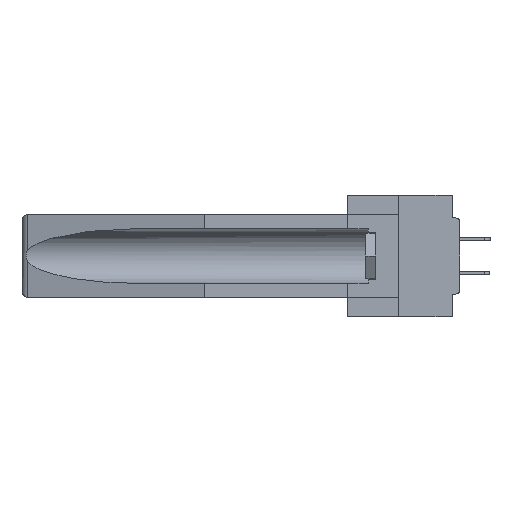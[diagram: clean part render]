
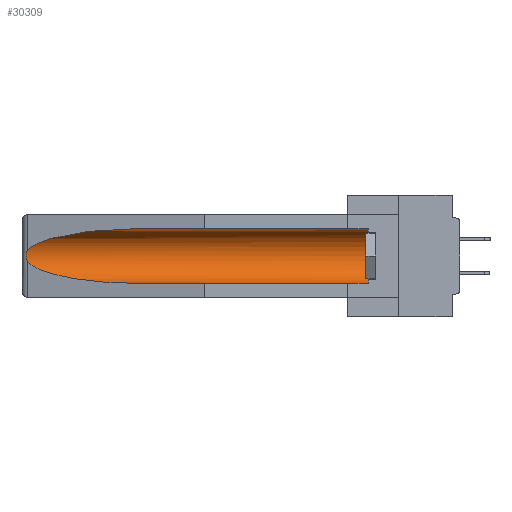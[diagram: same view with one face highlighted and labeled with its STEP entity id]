
A CAD part, left-side view. The second image highlights one B-rep face of the part: STEP entity #30309.
In plain terms, the highlighted cylindrical face has radius 2.857 mm (diameter 5.715 mm), a partial arc.
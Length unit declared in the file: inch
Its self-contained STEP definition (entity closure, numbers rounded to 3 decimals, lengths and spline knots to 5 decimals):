
#2701 = EDGE_LOOP ( 'NONE', ( #10050, #7000, #36497, #22048, #40830, #39355 ) ) ;
#3636 = VERTEX_POINT ( 'NONE', #35001 ) ;
#4361 = CARTESIAN_POINT ( 'NONE',  ( 0.2673, 1.5327, -0.16383 ) ) ;
#4611 = CARTESIAN_POINT ( 'NONE',  ( 0.155, -0.30754, -0.059 ) ) ;
#4884 = DIRECTION ( 'NONE',  ( 0., 1., 0. ) ) ;
#4924 = CARTESIAN_POINT ( 'NONE',  ( 0.26537, 1.52718, -0.19328 ) ) ;
#5268 = DIRECTION ( 'NONE',  ( 0., 0., 1. ) ) ;
#5347 = CARTESIAN_POINT ( 'NONE',  ( 0.26537, 1.52718, -0.19328 ) ) ;
#6609 = CARTESIAN_POINT ( 'NONE',  ( 0.26537, 1.52718, -0.14972 ) ) ;
#6817 = EDGE_CURVE ( 'NONE', #28604, #3636, #28196, .T. ) ;
#7000 = ORIENTED_EDGE ( 'NONE', *, *, #6817, .T. ) ;
#7673 = CARTESIAN_POINT ( 'NONE',  ( 0.2675, 1.53308, -0.17534 ) ) ;
#8295 = DIRECTION ( 'NONE',  ( 0., 1., 0. ) ) ;
#8785 = VECTOR ( 'NONE', #26011, 39.37008 ) ;
#8914 = VERTEX_POINT ( 'NONE', #40960 ) ;
#8924 = CARTESIAN_POINT ( 'NONE',  ( 0.155, 1.07973, -0.059 ) ) ;
#9097 = FACE_OUTER_BOUND ( 'NONE', #2701, .T. ) ;
#9480 =( BOUNDED_CURVE ( )  B_SPLINE_CURVE ( 3, ( #8924, #22058, #31846, #35394 ),
 .UNSPECIFIED., .F., .F. ) 
 B_SPLINE_CURVE_WITH_KNOTS ( ( 4, 4 ),
 ( 4.71239, 6.08839 ),
 .UNSPECIFIED. ) 
 CURVE ( )  GEOMETRIC_REPRESENTATION_ITEM ( )  RATIONAL_B_SPLINE_CURVE ( ( 1., 0.848, 0.848, 1. ) ) 
 REPRESENTATION_ITEM ( '' )  );
#9585 = CYLINDRICAL_SURFACE ( 'NONE', #39561, 0.1125 ) ;
#9872 = CARTESIAN_POINT ( 'NONE',  ( 0.155, -0.30754, -0.284 ) ) ;
#10050 = ORIENTED_EDGE ( 'NONE', *, *, #36501, .T. ) ;
#10676 = CARTESIAN_POINT ( 'NONE',  ( 0.155, 1.07973, -0.284 ) ) ;
#11763 = CARTESIAN_POINT ( 'NONE',  ( 0.21114, 1.30732, -0.284 ) ) ;
#13209 = CARTESIAN_POINT ( 'NONE',  ( 0.155, 0.126, -0.284 ) ) ;
#14730 = CARTESIAN_POINT ( 'NONE',  ( 0.25451, 1.48313, -0.24835 ) ) ;
#16101 = LINE ( 'NONE', #4611, #23679 ) ;
#17321 = DIRECTION ( 'NONE',  ( 0., -1., 0. ) ) ;
#17424 = CARTESIAN_POINT ( 'NONE',  ( 0.26655, 1.53094, -0.18657 ) ) ;
#17911 = CARTESIAN_POINT ( 'NONE',  ( 0.155, -0.30754, -0.1715 ) ) ;
#20532 = CARTESIAN_POINT ( 'NONE',  ( 0.26537, 1.52718, -0.14972 ) ) ;
#20905 = LINE ( 'NONE', #9872, #8785 ) ;
#22048 = ORIENTED_EDGE ( 'NONE', *, *, #28618, .F. ) ;
#22058 = CARTESIAN_POINT ( 'NONE',  ( 0.21114, 1.30732, -0.059 ) ) ;
#22338 = EDGE_CURVE ( 'NONE', #3636, #27571, #39660, .T. ) ;
#23679 = VECTOR ( 'NONE', #4884, 39.37008 ) ;
#23776 = CARTESIAN_POINT ( 'NONE',  ( 0.26597, 1.52961, -0.15275 ) ) ;
#24478 = CARTESIAN_POINT ( 'NONE',  ( 0.26597, 1.5296, -0.19026 ) ) ;
#26011 = DIRECTION ( 'NONE',  ( 0., 1., 0. ) ) ;
#26784 = CARTESIAN_POINT ( 'NONE',  ( 0.26654, 1.53092, -0.15636 ) ) ;
#27066 = CARTESIAN_POINT ( 'NONE',  ( 0.2675, 1.53308, -0.16763 ) ) ;
#27538 = EDGE_CURVE ( 'NONE', #36066, #8914, #41773, .T. ) ;
#27571 = VERTEX_POINT ( 'NONE', #10676 ) ;
#27686 = VERTEX_POINT ( 'NONE', #40866 ) ;
#28196 = B_SPLINE_CURVE_WITH_KNOTS ( 'NONE', 3,
 ( #20532, #23776, #26784, #4361, #27066, #7673, #36841, #17424, #24478, #4924 ),
 .UNSPECIFIED., .F., .F.,
 ( 4, 2, 2, 2, 4 ),
 ( 0., 0.00029, 0.00058, 0.00087, 0.00117 ),
 .UNSPECIFIED. ) ;
#28604 = VERTEX_POINT ( 'NONE', #6609 ) ;
#28618 = EDGE_CURVE ( 'NONE', #36066, #27571, #20905, .T. ) ;
#30077 = CARTESIAN_POINT ( 'NONE',  ( 0.155, 0.126, -0.1715 ) ) ;
#30309 = ADVANCED_FACE ( 'NONE', ( #9097 ), #9585, .F. ) ;
#31561 = EDGE_CURVE ( 'NONE', #8914, #27686, #16101, .T. ) ;
#31846 = CARTESIAN_POINT ( 'NONE',  ( 0.25451, 1.48313, -0.09465 ) ) ;
#35001 = CARTESIAN_POINT ( 'NONE',  ( 0.26537, 1.52718, -0.19328 ) ) ;
#35394 = CARTESIAN_POINT ( 'NONE',  ( 0.26537, 1.52718, -0.14972 ) ) ;
#36066 = VERTEX_POINT ( 'NONE', #13209 ) ;
#36497 = ORIENTED_EDGE ( 'NONE', *, *, #22338, .T. ) ;
#36501 = EDGE_CURVE ( 'NONE', #27686, #28604, #9480, .T. ) ;
#36841 = CARTESIAN_POINT ( 'NONE',  ( 0.2673, 1.53269, -0.17917 ) ) ;
#37530 = CARTESIAN_POINT ( 'NONE',  ( 0.155, 1.07973, -0.284 ) ) ;
#39355 = ORIENTED_EDGE ( 'NONE', *, *, #31561, .T. ) ;
#39561 = AXIS2_PLACEMENT_3D ( 'NONE', #17911, #8295, #5268 ) ;
#39660 =( BOUNDED_CURVE ( )  B_SPLINE_CURVE ( 3, ( #5347, #14730, #11763, #37530 ),
 .UNSPECIFIED., .F., .F. ) 
 B_SPLINE_CURVE_WITH_KNOTS ( ( 4, 4 ),
 ( 0.1948, 1.5708 ),
 .UNSPECIFIED. ) 
 CURVE ( )  GEOMETRIC_REPRESENTATION_ITEM ( )  RATIONAL_B_SPLINE_CURVE ( ( 1., 0.848, 0.848, 1. ) ) 
 REPRESENTATION_ITEM ( '' )  );
#39889 = DIRECTION ( 'NONE',  ( 0., 0., 1. ) ) ;
#40830 = ORIENTED_EDGE ( 'NONE', *, *, #27538, .T. ) ;
#40866 = CARTESIAN_POINT ( 'NONE',  ( 0.155, 1.07973, -0.059 ) ) ;
#40960 = CARTESIAN_POINT ( 'NONE',  ( 0.155, 0.126, -0.059 ) ) ;
#41365 = AXIS2_PLACEMENT_3D ( 'NONE', #30077, #17321, #39889 ) ;
#41773 = CIRCLE ( 'NONE', #41365, 0.1125 ) ;
